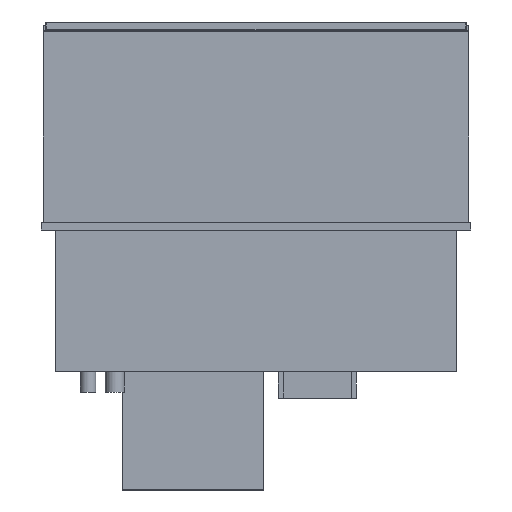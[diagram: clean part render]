
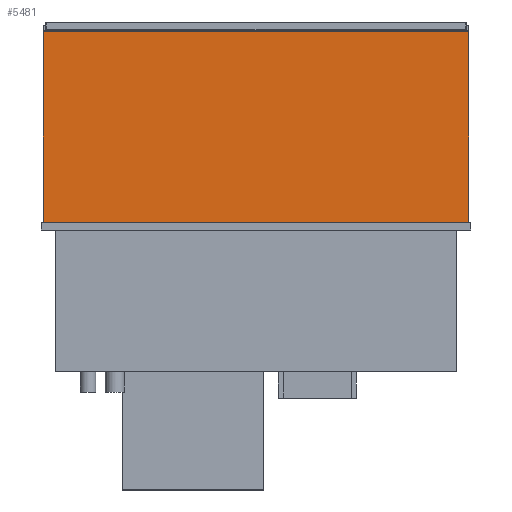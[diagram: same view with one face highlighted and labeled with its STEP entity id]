
A CAD part, top view. The second image highlights one B-rep face of the part: STEP entity #5481.
In plain terms, the highlighted planar face has unit normal (0, 0, 1).
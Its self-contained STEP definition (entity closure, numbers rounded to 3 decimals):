
#331=PLANE('',#5940);
#652=FACE_OUTER_BOUND('',#986,.T.);
#986=EDGE_LOOP('',(#5004,#5005,#5006,#5007));
#1602=LINE('',#8837,#2262);
#1605=LINE('',#8843,#2265);
#1608=LINE('',#8849,#2268);
#1611=LINE('',#8853,#2271);
#2262=VECTOR('',#7286,10.);
#2265=VECTOR('',#7291,10.);
#2268=VECTOR('',#7296,10.);
#2271=VECTOR('',#7301,10.);
#2870=VERTEX_POINT('',#8834);
#2871=VERTEX_POINT('',#8836);
#2873=VERTEX_POINT('',#8842);
#2875=VERTEX_POINT('',#8848);
#3586=EDGE_CURVE('',#2871,#2870,#1602,.T.);
#3589=EDGE_CURVE('',#2873,#2871,#1605,.T.);
#3592=EDGE_CURVE('',#2875,#2873,#1608,.T.);
#3595=EDGE_CURVE('',#2870,#2875,#1611,.T.);
#5004=ORIENTED_EDGE('',*,*,#3595,.T.);
#5005=ORIENTED_EDGE('',*,*,#3592,.T.);
#5006=ORIENTED_EDGE('',*,*,#3589,.T.);
#5007=ORIENTED_EDGE('',*,*,#3586,.T.);
#5481=ADVANCED_FACE('',(#652),#331,.T.);
#5940=AXIS2_PLACEMENT_3D('',#8854,#7302,#7303);
#7286=DIRECTION('',(0.,-1.,0.));
#7291=DIRECTION('',(-1.,0.,0.));
#7296=DIRECTION('',(0.,1.,0.));
#7301=DIRECTION('',(1.,0.,0.));
#7302=DIRECTION('center_axis',(0.,0.,1.));
#7303=DIRECTION('ref_axis',(1.,0.,0.));
#8834=CARTESIAN_POINT('',(-557.5,20.,347.5));
#8836=CARTESIAN_POINT('',(-557.5,520.,347.5));
#8837=CARTESIAN_POINT('',(-557.5,524.,347.5));
#8842=CARTESIAN_POINT('',(557.5,520.,347.5));
#8843=CARTESIAN_POINT('',(557.5,520.,347.5));
#8848=CARTESIAN_POINT('',(557.5,20.,347.5));
#8849=CARTESIAN_POINT('',(557.5,20.,347.5));
#8853=CARTESIAN_POINT('',(-557.5,20.,347.5));
#8854=CARTESIAN_POINT('Origin',(0.,270.,347.5));
